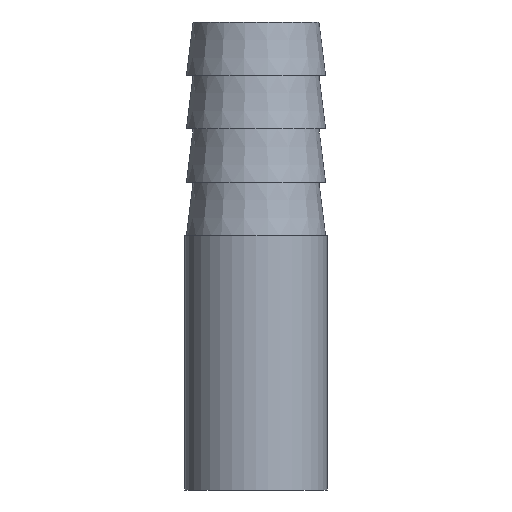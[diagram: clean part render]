
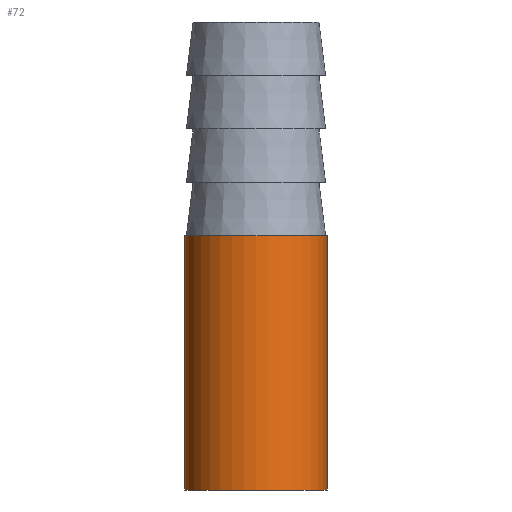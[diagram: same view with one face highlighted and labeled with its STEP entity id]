
A CAD part, front view. The second image highlights one B-rep face of the part: STEP entity #72.
In plain terms, the highlighted cylindrical face has radius 10.65 mm (diameter 21.3 mm), a partial arc.
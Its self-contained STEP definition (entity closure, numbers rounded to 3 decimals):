
#65 = ORIENTED_EDGE ( 'NONE', *, *, #75, .T. ) ;
#68 = ORIENTED_EDGE ( 'NONE', *, *, #69, .T. ) ;
#69 = EDGE_CURVE ( 'NONE', #86, #77, #250, .T. ) ;
#70 = EDGE_CURVE ( 'NONE', #86, #81, #245, .T. ) ;
#72 = ADVANCED_FACE ( 'NONE', ( #241 ), #240, .T. ) ;
#73 = EDGE_LOOP ( 'NONE', ( #90, #68, #65, #137 ) ) ;
#75 = EDGE_CURVE ( 'NONE', #77, #80, #295, .T. ) ;
#77 = VERTEX_POINT ( 'NONE', #291 ) ;
#80 = VERTEX_POINT ( 'NONE', #280 ) ;
#81 = VERTEX_POINT ( 'NONE', #279 ) ;
#86 = VERTEX_POINT ( 'NONE', #272 ) ;
#90 = ORIENTED_EDGE ( 'NONE', *, *, #70, .F. ) ;
#137 = ORIENTED_EDGE ( 'NONE', *, *, #140, .F. ) ;
#140 = EDGE_CURVE ( 'NONE', #81, #80, #370, .T. ) ;
#240 = CYLINDRICAL_SURFACE ( 'NONE', #299, 10.65 ) ;
#241 = FACE_OUTER_BOUND ( 'NONE', #73, .T. ) ;
#242 = DIRECTION ( 'NONE',  ( 0., 0., 1. ) ) ;
#243 = VECTOR ( 'NONE', #242, 1000. ) ;
#244 = CARTESIAN_POINT ( 'NONE',  ( -10.65, 0., 0. ) ) ;
#245 = LINE ( 'NONE', #244, #243 ) ;
#246 = DIRECTION ( 'NONE',  ( 1., 0., 0. ) ) ;
#247 = DIRECTION ( 'NONE',  ( 0., 0., 1. ) ) ;
#248 = CARTESIAN_POINT ( 'NONE',  ( 0., 0., -70. ) ) ;
#249 = AXIS2_PLACEMENT_3D ( 'NONE', #248, #247, #246 ) ;
#250 = CIRCLE ( 'NONE', #249, 10.65 ) ;
#272 = CARTESIAN_POINT ( 'NONE',  ( -10.65, 0., -70. ) ) ;
#279 = CARTESIAN_POINT ( 'NONE',  ( -10.65, 0., -32. ) ) ;
#280 = CARTESIAN_POINT ( 'NONE',  ( 10.65, 0., -32. ) ) ;
#291 = CARTESIAN_POINT ( 'NONE',  ( 10.65, 0., -70. ) ) ;
#292 = DIRECTION ( 'NONE',  ( 0., 0., 1. ) ) ;
#293 = VECTOR ( 'NONE', #292, 1000. ) ;
#294 = CARTESIAN_POINT ( 'NONE',  ( 10.65, 0., 0. ) ) ;
#295 = LINE ( 'NONE', #294, #293 ) ;
#296 = DIRECTION ( 'NONE',  ( 1., 0., 0. ) ) ;
#297 = DIRECTION ( 'NONE',  ( 0., 0., 1. ) ) ;
#298 = CARTESIAN_POINT ( 'NONE',  ( 0., 0., 0. ) ) ;
#299 = AXIS2_PLACEMENT_3D ( 'NONE', #298, #297, #296 ) ;
#367 = DIRECTION ( 'NONE',  ( 1., 0., 0. ) ) ;
#368 = DIRECTION ( 'NONE',  ( 0., 0., 1. ) ) ;
#369 = AXIS2_PLACEMENT_3D ( 'NONE', #374, #368, #367 ) ;
#370 = CIRCLE ( 'NONE', #369, 10.65 ) ;
#374 = CARTESIAN_POINT ( 'NONE',  ( 0., 0., -32. ) ) ;
